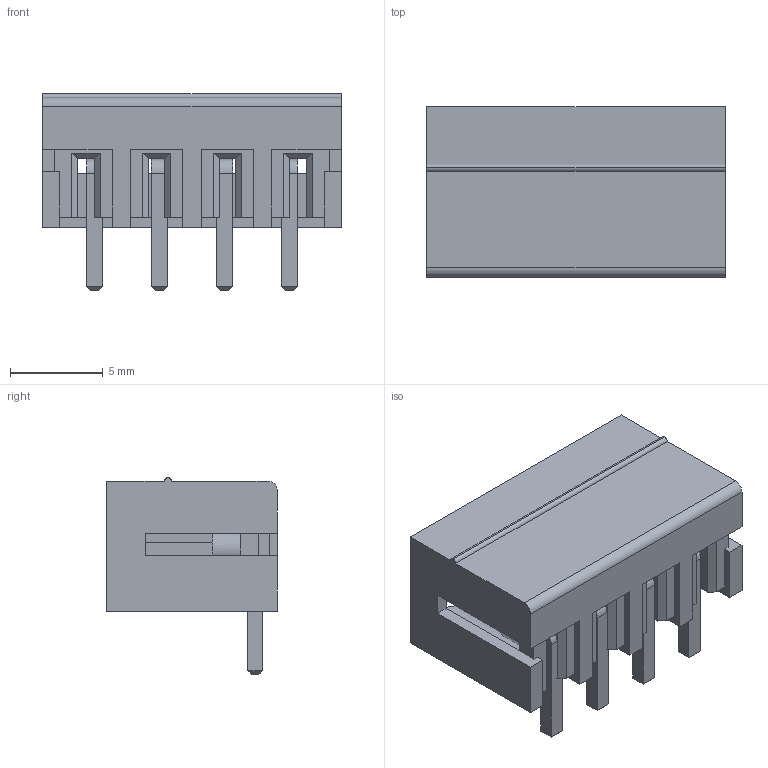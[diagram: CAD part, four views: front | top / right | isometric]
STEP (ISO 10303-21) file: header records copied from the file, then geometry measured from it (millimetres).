
FILE_DESCRIPTION (( 'STEP AP214' ), '1' );
FILE_NAME ('ECH350R-04P scales.STEP', '2023-06-13T05:35:55', ( '' ), ( '' ), 'SwSTEP 2.0', 'SolidWorks 2022', '' );
FILE_SCHEMA (( 'AUTOMOTIVE_DESIGN' ));
Length unit declared in the file: millimetre
Products named in the file (1): ECH350R-04P scales
Bounding box: 16.11 x 9.2 x 10.6 mm (x, y, z)
Volume: 500.2 mm3; surface area: 1660.3 mm2
Topology: 5 solids, 5 shells, 234 faces, 632 edges, 404 vertices
Faces by surface type: plane 215, bspline 12, cylinder 7
Entity records: 9862 total; most frequent: CARTESIAN_POINT 1475, ORIENTED_EDGE 1264, DIRECTION 1060, EDGE_CURVE 632, LINE 586, VECTOR 586, VERTEX_POINT 404, EDGE_LOOP 242
